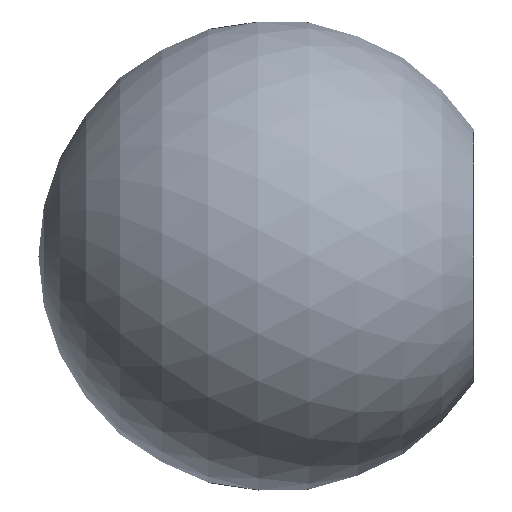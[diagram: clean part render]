
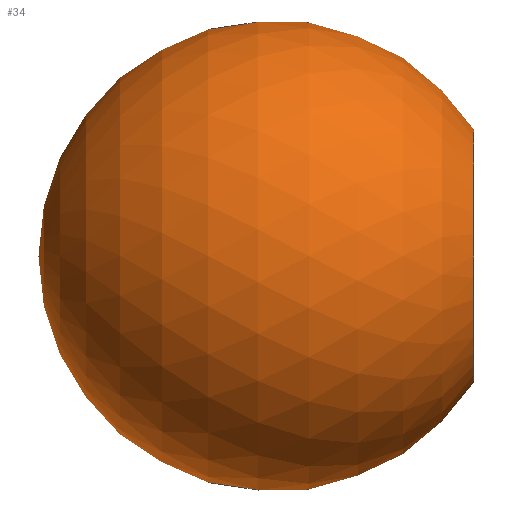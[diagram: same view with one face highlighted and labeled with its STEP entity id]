
A CAD part, left-side view. The second image highlights one B-rep face of the part: STEP entity #34.
In plain terms, the highlighted spherical face has radius 26.042 mm.
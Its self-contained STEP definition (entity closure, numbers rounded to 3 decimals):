
#34 = ADVANCED_FACE( '', ( #67, #68 ), #69, .T. );
#67 = FACE_BOUND( '', #98, .T. );
#68 = FACE_OUTER_BOUND( '', #99, .T. );
#69 = SPHERICAL_SURFACE( '', #100, 26.042 );
#98 = VERTEX_LOOP( '', #127 );
#99 = EDGE_LOOP( '', ( #128 ) );
#100 = AXIS2_PLACEMENT_3D( '', #129, #130, #131 );
#127 = VERTEX_POINT( '', #156 );
#128 = ORIENTED_EDGE( '', *, *, #157, .F. );
#129 = CARTESIAN_POINT( '', ( 0., 21.958, 0. ) );
#130 = DIRECTION( '', ( 0., -1., 0. ) );
#131 = DIRECTION( '', ( 1., 0., 0. ) );
#156 = CARTESIAN_POINT( '', ( 0., 48., 0. ) );
#157 = EDGE_CURVE( '', #172, #172, #173, .T. );
#172 = VERTEX_POINT( '', #188 );
#173 = CIRCLE( '', #189, 14. );
#188 = CARTESIAN_POINT( '', ( 0., 0., -14. ) );
#189 = AXIS2_PLACEMENT_3D( '', #204, #205, #206 );
#204 = CARTESIAN_POINT( '', ( 0., 0., 0. ) );
#205 = DIRECTION( '', ( 0., -1., 0. ) );
#206 = DIRECTION( '', ( 0., 0., -1. ) );
